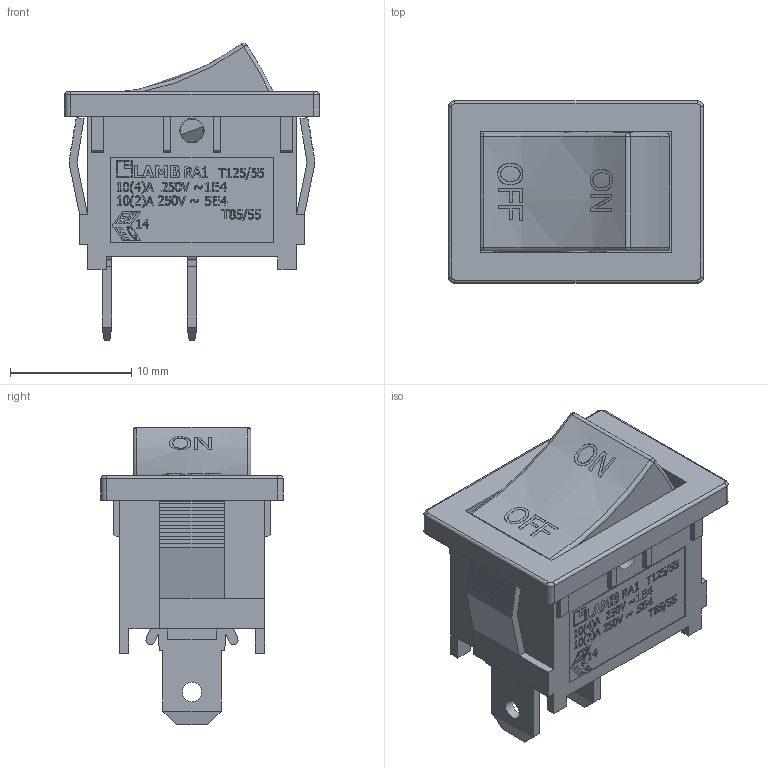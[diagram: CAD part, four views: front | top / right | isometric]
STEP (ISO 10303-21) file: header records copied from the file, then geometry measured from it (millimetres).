
FILE_DESCRIPTION(/* description */ (''),/* implementation_level */ '2;1');
FILE_NAME(/* name */ 'RA111Cxxx3.stp',/* time_stamp */ '2025-06-02T16:34:24-05:00',/* author */ ('mroman'),/* organization */ (''),/* preprocessor_version */ 'ST-DEVELOPER v18.1',/* originating_system */ 'Autodesk Inventor 2022',/* authorisation */ '');
FILE_SCHEMA (('AUTOMOTIVE_DESIGN { 1 0 10303 214 3 1 1 }'));
Length unit declared in the file: centimetre
Products named in the file (1): RA111Cxxx3
Bounding box: 21 x 15 x 24.5 mm (x, y, z)
Volume: 1518.1 mm3; surface area: 3417 mm2
Topology: 1 solids, 1 shells, 1141 faces, 3106 edges, 2060 vertices
Faces by surface type: plane 762, bspline 335, cylinder 34, torus 6, sphere 4
Full cylindrical faces by diameter (mm): 1.6 x2, 2 x2
Entity records: 44745 total; most frequent: CARTESIAN_POINT 18119, ORIENTED_EDGE 6212, DIRECTION 4122, EDGE_CURVE 3106, LINE 2320, VECTOR 2320, VERTEX_POINT 2060, EDGE_LOOP 1242
